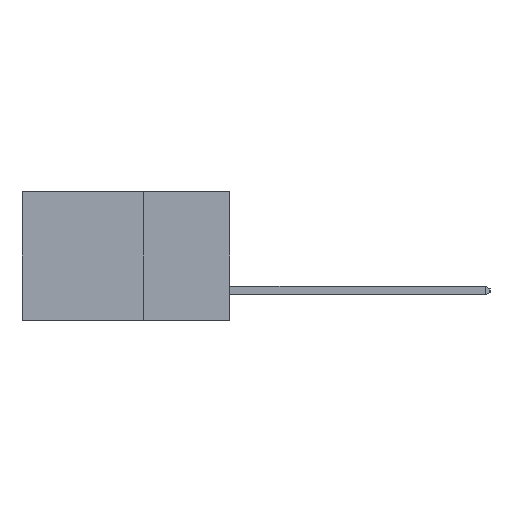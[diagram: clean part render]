
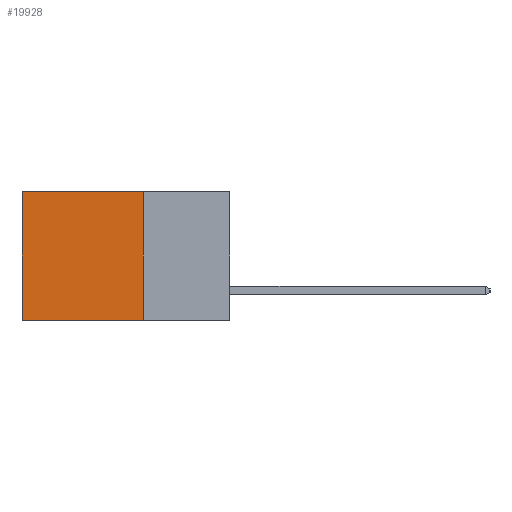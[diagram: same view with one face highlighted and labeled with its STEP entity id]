
A CAD part, left-side view. The second image highlights one B-rep face of the part: STEP entity #19928.
In plain terms, the highlighted planar face has unit normal (-1, 0, 0).
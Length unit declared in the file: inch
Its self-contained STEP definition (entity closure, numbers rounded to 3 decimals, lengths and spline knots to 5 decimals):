
#917 = VERTEX_POINT ( 'NONE', #10777 ) ;
#1515 = VECTOR ( 'NONE', #21346, 39.37008 ) ;
#2012 = DIRECTION ( 'NONE',  ( 0., 1., 0. ) ) ;
#2428 = CARTESIAN_POINT ( 'NONE',  ( 0.298, 0.25, 0. ) ) ;
#2913 = EDGE_CURVE ( 'NONE', #4094, #917, #22752, .T. ) ;
#4094 = VERTEX_POINT ( 'NONE', #17028 ) ;
#4855 = AXIS2_PLACEMENT_3D ( 'NONE', #19938, #9325, #21653 ) ;
#5690 = PLANE ( 'NONE',  #4855 ) ;
#5837 = EDGE_CURVE ( 'NONE', #18608, #12455, #15939, .T. ) ;
#8056 = ORIENTED_EDGE ( 'NONE', *, *, #5837, .T. ) ;
#8159 = VECTOR ( 'NONE', #2012, 39.37008 ) ;
#8447 = CARTESIAN_POINT ( 'NONE',  ( 0.298, 0.6, 0. ) ) ;
#8662 = CARTESIAN_POINT ( 'NONE',  ( 0.298, 0.6, 0. ) ) ;
#9169 = LINE ( 'NONE', #2428, #18616 ) ;
#9279 = EDGE_LOOP ( 'NONE', ( #22057, #13459, #17723, #8056 ) ) ;
#9325 = DIRECTION ( 'NONE',  ( 1., 0., 0. ) ) ;
#9433 = CARTESIAN_POINT ( 'NONE',  ( 0.298, 0.25, -0.37 ) ) ;
#10777 = CARTESIAN_POINT ( 'NONE',  ( 0.298, 0.6, -0.37 ) ) ;
#12187 = DIRECTION ( 'NONE',  ( 0., 0., -1. ) ) ;
#12455 = VERTEX_POINT ( 'NONE', #8447 ) ;
#13264 = DIRECTION ( 'NONE',  ( 0., 0., -1. ) ) ;
#13459 = ORIENTED_EDGE ( 'NONE', *, *, #2913, .F. ) ;
#14110 = EDGE_CURVE ( 'NONE', #12455, #917, #21069, .T. ) ;
#14353 = CARTESIAN_POINT ( 'NONE',  ( 0.298, 0.25, 0. ) ) ;
#15861 = FACE_OUTER_BOUND ( 'NONE', #9279, .T. ) ;
#15939 = LINE ( 'NONE', #14353, #1515 ) ;
#16489 = VECTOR ( 'NONE', #12187, 39.37008 ) ;
#17028 = CARTESIAN_POINT ( 'NONE',  ( 0.298, 0.25, -0.37 ) ) ;
#17723 = ORIENTED_EDGE ( 'NONE', *, *, #19000, .F. ) ;
#18608 = VERTEX_POINT ( 'NONE', #22779 ) ;
#18616 = VECTOR ( 'NONE', #13264, 39.37008 ) ;
#19000 = EDGE_CURVE ( 'NONE', #18608, #4094, #9169, .T. ) ;
#19928 = ADVANCED_FACE ( 'NONE', ( #15861 ), #5690, .F. ) ;
#19938 = CARTESIAN_POINT ( 'NONE',  ( 0.298, 0.25, 0. ) ) ;
#21069 = LINE ( 'NONE', #8662, #16489 ) ;
#21346 = DIRECTION ( 'NONE',  ( 0., 1., 0. ) ) ;
#21653 = DIRECTION ( 'NONE',  ( 0., 0., -1. ) ) ;
#22057 = ORIENTED_EDGE ( 'NONE', *, *, #14110, .T. ) ;
#22752 = LINE ( 'NONE', #9433, #8159 ) ;
#22779 = CARTESIAN_POINT ( 'NONE',  ( 0.298, 0.25, 0. ) ) ;
